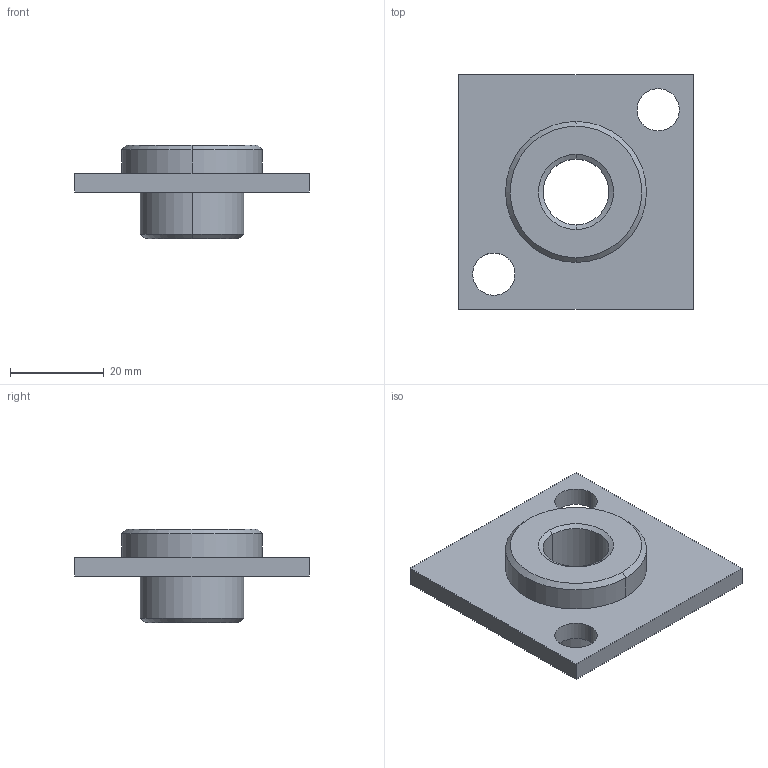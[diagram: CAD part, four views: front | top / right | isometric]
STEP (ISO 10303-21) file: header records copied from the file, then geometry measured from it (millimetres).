
FILE_DESCRIPTION(('Creo Elements/Direct Modeling STEP Export'),'2;1');
FILE_NAME('55.0249_Flansch-MMS-55_50x50x30-M16-D22.stp','2022-03-21T 8:07:52',(''),(''),'PTC Creo Elements/Direct Modeling STEP processor for AP214 (Solid Model)','PTC Creo Elements/Direct Modeling 19.0C 15-Aug-2015 (C) Parametric Technology GmbH','');
FILE_SCHEMA(('AUTOMOTIVE_DESIGN { 1 0 10303 214 1 1 1 1 }'));
Length unit declared in the file: millimetre
Products named in the file (3): Flanschmutter-MMS-55-MMS-44_M16-D22_96.5029_PX173798; Flanschplatte-MMS-55_50x50-Laserschneidteil-t4mm_96.5032_PX176231; Flansch-MMS-55_50x50x30-M16-D22_55.0249_PX176232
Assembly tree (2 placements, depth 2):
  Flansch-MMS-55_50x50x30-M16-D22_55.0249_PX176232
    Flanschplatte-MMS-55_50x50-Laserschneidteil-t4mm_96.5032_PX176231
    Flanschmutter-MMS-55-MMS-44_M16-D22_96.5029_PX173798
Bounding box: 50 x 50 x 20 mm (x, y, z)
Volume: 14278.7 mm3; surface area: 8643.3 mm2
Topology: 2 solids, 2 shells, 29 faces, 64 edges, 40 vertices
Faces by surface type: cylinder 12, plane 9, cone 8
Entity records: 833 total; most frequent: DIRECTION 128, ORIENTED_EDGE 128, CARTESIAN_POINT 120, EDGE_CURVE 64, AXIS2_PLACEMENT_3D 48, VERTEX_POINT 40, EDGE_LOOP 38, VECTOR 32
